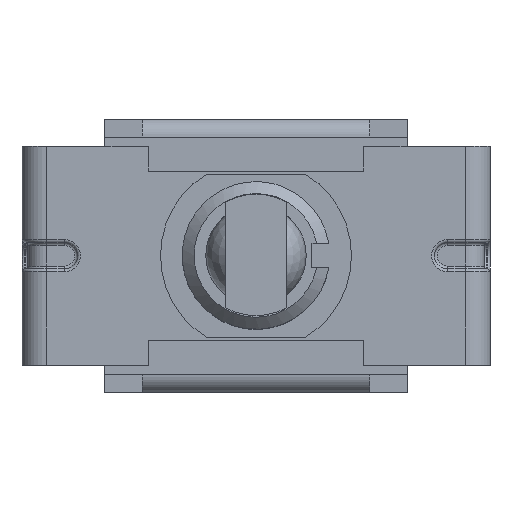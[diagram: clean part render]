
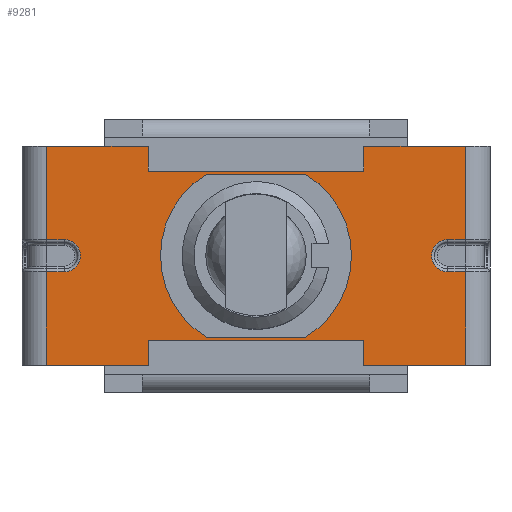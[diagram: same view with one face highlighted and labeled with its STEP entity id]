
A CAD part, top view. The second image highlights one B-rep face of the part: STEP entity #9281.
In plain terms, the highlighted planar face has unit normal (0, 0, 1).
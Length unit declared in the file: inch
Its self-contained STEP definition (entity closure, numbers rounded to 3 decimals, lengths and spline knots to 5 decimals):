
#64=FACE_BOUND('',#1226,.T.);
#239=PLANE('',#9991);
#670=FACE_OUTER_BOUND('',#1225,.T.);
#1225=EDGE_LOOP('',(#7056,#7057,#7058,#7059,#7060,#7061,#7062,#7063,#7064,
#7065,#7066,#7067,#7068,#7069,#7070,#7071,#7072,#7073,#7074,#7075));
#1226=EDGE_LOOP('',(#7076,#7077,#7078,#7079));
#1930=LINE('',#14312,#2962);
#1931=LINE('',#14314,#2963);
#1932=LINE('',#14316,#2964);
#1933=LINE('',#14318,#2965);
#1934=LINE('',#14322,#2966);
#1935=LINE('',#14324,#2967);
#1936=LINE('',#14326,#2968);
#1937=LINE('',#14328,#2969);
#1938=LINE('',#14330,#2970);
#1939=LINE('',#14332,#2971);
#1940=LINE('',#14334,#2972);
#1941=LINE('',#14336,#2973);
#1942=LINE('',#14338,#2974);
#1943=LINE('',#14342,#2975);
#1944=LINE('',#14344,#2976);
#1945=LINE('',#14346,#2977);
#1946=LINE('',#14348,#2978);
#1947=LINE('',#14349,#2979);
#1948=LINE('',#14352,#2980);
#1949=LINE('',#14356,#2981);
#2962=VECTOR('',#11524,0.3937);
#2963=VECTOR('',#11525,0.3937);
#2964=VECTOR('',#11526,0.3937);
#2965=VECTOR('',#11527,0.3937);
#2966=VECTOR('',#11530,0.3937);
#2967=VECTOR('',#11531,0.3937);
#2968=VECTOR('',#11532,0.3937);
#2969=VECTOR('',#11533,0.3937);
#2970=VECTOR('',#11534,0.3937);
#2971=VECTOR('',#11535,0.3937);
#2972=VECTOR('',#11536,0.3937);
#2973=VECTOR('',#11537,0.3937);
#2974=VECTOR('',#11538,0.3937);
#2975=VECTOR('',#11541,0.3937);
#2976=VECTOR('',#11542,0.3937);
#2977=VECTOR('',#11543,0.3937);
#2978=VECTOR('',#11544,0.3937);
#2979=VECTOR('',#11545,0.3937);
#2980=VECTOR('',#11546,0.3937);
#2981=VECTOR('',#11549,0.3937);
#3775=CIRCLE('',#9992,0.02638);
#3776=CIRCLE('',#9993,0.02638);
#3777=CIRCLE('',#9994,0.15709);
#3778=CIRCLE('',#9995,0.15709);
#4264=VERTEX_POINT('',#14310);
#4265=VERTEX_POINT('',#14311);
#4266=VERTEX_POINT('',#14313);
#4267=VERTEX_POINT('',#14315);
#4268=VERTEX_POINT('',#14317);
#4269=VERTEX_POINT('',#14319);
#4270=VERTEX_POINT('',#14321);
#4271=VERTEX_POINT('',#14323);
#4272=VERTEX_POINT('',#14325);
#4273=VERTEX_POINT('',#14327);
#4274=VERTEX_POINT('',#14329);
#4275=VERTEX_POINT('',#14331);
#4276=VERTEX_POINT('',#14333);
#4277=VERTEX_POINT('',#14335);
#4278=VERTEX_POINT('',#14337);
#4279=VERTEX_POINT('',#14339);
#4280=VERTEX_POINT('',#14341);
#4281=VERTEX_POINT('',#14343);
#4282=VERTEX_POINT('',#14345);
#4283=VERTEX_POINT('',#14347);
#4284=VERTEX_POINT('',#14350);
#4285=VERTEX_POINT('',#14351);
#4286=VERTEX_POINT('',#14353);
#4287=VERTEX_POINT('',#14355);
#5286=EDGE_CURVE('',#4264,#4265,#1930,.T.);
#5287=EDGE_CURVE('',#4265,#4266,#1931,.T.);
#5288=EDGE_CURVE('',#4266,#4267,#1932,.T.);
#5289=EDGE_CURVE('',#4268,#4267,#1933,.T.);
#5290=EDGE_CURVE('',#4269,#4268,#3775,.T.);
#5291=EDGE_CURVE('',#4270,#4269,#1934,.T.);
#5292=EDGE_CURVE('',#4270,#4271,#1935,.T.);
#5293=EDGE_CURVE('',#4272,#4271,#1936,.T.);
#5294=EDGE_CURVE('',#4272,#4273,#1937,.T.);
#5295=EDGE_CURVE('',#4273,#4274,#1938,.T.);
#5296=EDGE_CURVE('',#4274,#4275,#1939,.T.);
#5297=EDGE_CURVE('',#4275,#4276,#1940,.T.);
#5298=EDGE_CURVE('',#4276,#4277,#1941,.T.);
#5299=EDGE_CURVE('',#4278,#4277,#1942,.T.);
#5300=EDGE_CURVE('',#4279,#4278,#3776,.T.);
#5301=EDGE_CURVE('',#4280,#4279,#1943,.T.);
#5302=EDGE_CURVE('',#4280,#4281,#1944,.T.);
#5303=EDGE_CURVE('',#4282,#4281,#1945,.T.);
#5304=EDGE_CURVE('',#4282,#4283,#1946,.T.);
#5305=EDGE_CURVE('',#4283,#4264,#1947,.T.);
#5306=EDGE_CURVE('',#4284,#4285,#1948,.T.);
#5307=EDGE_CURVE('',#4286,#4285,#3777,.T.);
#5308=EDGE_CURVE('',#4286,#4287,#1949,.T.);
#5309=EDGE_CURVE('',#4284,#4287,#3778,.T.);
#7056=ORIENTED_EDGE('',*,*,#5286,.T.);
#7057=ORIENTED_EDGE('',*,*,#5287,.T.);
#7058=ORIENTED_EDGE('',*,*,#5288,.T.);
#7059=ORIENTED_EDGE('',*,*,#5289,.F.);
#7060=ORIENTED_EDGE('',*,*,#5290,.F.);
#7061=ORIENTED_EDGE('',*,*,#5291,.F.);
#7062=ORIENTED_EDGE('',*,*,#5292,.T.);
#7063=ORIENTED_EDGE('',*,*,#5293,.F.);
#7064=ORIENTED_EDGE('',*,*,#5294,.T.);
#7065=ORIENTED_EDGE('',*,*,#5295,.T.);
#7066=ORIENTED_EDGE('',*,*,#5296,.T.);
#7067=ORIENTED_EDGE('',*,*,#5297,.T.);
#7068=ORIENTED_EDGE('',*,*,#5298,.T.);
#7069=ORIENTED_EDGE('',*,*,#5299,.F.);
#7070=ORIENTED_EDGE('',*,*,#5300,.F.);
#7071=ORIENTED_EDGE('',*,*,#5301,.F.);
#7072=ORIENTED_EDGE('',*,*,#5302,.T.);
#7073=ORIENTED_EDGE('',*,*,#5303,.F.);
#7074=ORIENTED_EDGE('',*,*,#5304,.T.);
#7075=ORIENTED_EDGE('',*,*,#5305,.T.);
#7076=ORIENTED_EDGE('',*,*,#5306,.T.);
#7077=ORIENTED_EDGE('',*,*,#5307,.F.);
#7078=ORIENTED_EDGE('',*,*,#5308,.T.);
#7079=ORIENTED_EDGE('',*,*,#5309,.F.);
#9281=ADVANCED_FACE('',(#670,#64),#239,.T.);
#9991=AXIS2_PLACEMENT_3D('',#14309,#11522,#11523);
#9992=AXIS2_PLACEMENT_3D('',#14320,#11528,#11529);
#9993=AXIS2_PLACEMENT_3D('',#14340,#11539,#11540);
#9994=AXIS2_PLACEMENT_3D('',#14354,#11547,#11548);
#9995=AXIS2_PLACEMENT_3D('',#14357,#11550,#11551);
#11522=DIRECTION('center_axis',(0.,0.,1.));
#11523=DIRECTION('ref_axis',(1.,0.,0.));
#11524=DIRECTION('',(0.,1.,0.));
#11525=DIRECTION('',(-1.,0.,0.));
#11526=DIRECTION('',(0.,-1.,0.));
#11527=DIRECTION('',(-1.,0.,0.));
#11528=DIRECTION('center_axis',(0.,0.,1.));
#11529=DIRECTION('ref_axis',(1.,0.,0.));
#11530=DIRECTION('',(1.,0.,0.));
#11531=DIRECTION('',(0.,-1.,0.));
#11532=DIRECTION('',(-1.,0.,0.));
#11533=DIRECTION('',(0.,1.,0.));
#11534=DIRECTION('',(1.,0.,0.));
#11535=DIRECTION('',(0.,-1.,0.));
#11536=DIRECTION('',(1.,0.,0.));
#11537=DIRECTION('',(0.,1.,0.));
#11538=DIRECTION('',(1.,0.,0.));
#11539=DIRECTION('center_axis',(0.,0.,1.));
#11540=DIRECTION('ref_axis',(-1.,0.,0.));
#11541=DIRECTION('',(-1.,0.,0.));
#11542=DIRECTION('',(0.,1.,0.));
#11543=DIRECTION('',(1.,0.,0.));
#11544=DIRECTION('',(0.,-1.,0.));
#11545=DIRECTION('',(-1.,0.,0.));
#11546=DIRECTION('',(-1.,0.,0.));
#11547=DIRECTION('center_axis',(0.,0.,
1.));
#11548=DIRECTION('ref_axis',(-1.,0.,0.));
#11549=DIRECTION('',(1.,0.,0.));
#11550=DIRECTION('center_axis',(0.,0.,
1.));
#11551=DIRECTION('ref_axis',(-1.,0.,0.));
#14309=CARTESIAN_POINT('Origin',(0.,0.,0.37008));
#14310=CARTESIAN_POINT('',(-0.17717,0.13937,0.37008));
#14311=CARTESIAN_POINT('',(-0.17717,0.17992,0.37008));
#14312=CARTESIAN_POINT('',(-0.17717,0.075,0.37008));
#14313=CARTESIAN_POINT('',(-0.34488,0.17992,0.37008));
#14314=CARTESIAN_POINT('',(-0.22913,0.17992,0.37008));
#14315=CARTESIAN_POINT('',(-0.34488,0.02638,0.37008));
#14316=CARTESIAN_POINT('',(-0.34488,0.075,0.37008));
#14317=CARTESIAN_POINT('',(-0.31535,0.02638,0.37008));
#14318=CARTESIAN_POINT('',(-0.19252,0.02638,0.37008));
#14319=CARTESIAN_POINT('',(-0.31535,-0.02638,0.37008));
#14320=CARTESIAN_POINT('Origin',(-0.31535,0.,
0.37008));
#14321=CARTESIAN_POINT('',(-0.34488,-0.02638,0.37008));
#14322=CARTESIAN_POINT('',(-0.19252,-0.02638,0.37008));
#14323=CARTESIAN_POINT('',(-0.34488,-0.17992,0.37008));
#14324=CARTESIAN_POINT('',(-0.34488,0.075,0.37008));
#14325=CARTESIAN_POINT('',(-0.17717,-0.17992,0.37008));
#14326=CARTESIAN_POINT('',(-0.22913,-0.17992,0.37008));
#14327=CARTESIAN_POINT('',(-0.17717,-0.13937,0.37008));
#14328=CARTESIAN_POINT('',(-0.17717,-0.06969,0.37008));
#14329=CARTESIAN_POINT('',(0.17717,-0.13937,0.37008));
#14330=CARTESIAN_POINT('',(0.08858,-0.13937,0.37008));
#14331=CARTESIAN_POINT('',(0.17717,-0.17992,0.37008));
#14332=CARTESIAN_POINT('',(0.17717,-0.075,0.37008));
#14333=CARTESIAN_POINT('',(0.34488,-0.17992,0.37008));
#14334=CARTESIAN_POINT('',(0.22913,-0.17992,0.37008));
#14335=CARTESIAN_POINT('',(0.34488,-0.02638,0.37008));
#14336=CARTESIAN_POINT('',(0.34488,-0.075,0.37008));
#14337=CARTESIAN_POINT('',(0.31535,-0.02638,0.37008));
#14338=CARTESIAN_POINT('',(0.19252,-0.02638,0.37008));
#14339=CARTESIAN_POINT('',(0.31535,0.02638,0.37008));
#14340=CARTESIAN_POINT('Origin',(0.31535,0.,
0.37008));
#14341=CARTESIAN_POINT('',(0.34488,0.02638,0.37008));
#14342=CARTESIAN_POINT('',(0.19252,0.02638,0.37008));
#14343=CARTESIAN_POINT('',(0.34488,0.17992,0.37008));
#14344=CARTESIAN_POINT('',(0.34488,-0.075,0.37008));
#14345=CARTESIAN_POINT('',(0.17717,0.17992,0.37008));
#14346=CARTESIAN_POINT('',(0.22913,0.17992,0.37008));
#14347=CARTESIAN_POINT('',(0.17717,0.13937,0.37008));
#14348=CARTESIAN_POINT('',(0.17717,0.06969,0.37008));
#14349=CARTESIAN_POINT('',(-0.08858,0.13937,0.37008));
#14350=CARTESIAN_POINT('',(0.08221,-0.13386,0.37008));
#14351=CARTESIAN_POINT('',(-0.08221,-0.13386,0.37008));
#14352=CARTESIAN_POINT('',(-0.0411,-0.13386,0.37008));
#14353=CARTESIAN_POINT('',(-0.08221,0.13386,0.37008));
#14354=CARTESIAN_POINT('Origin',(0.,0.,
0.37008));
#14355=CARTESIAN_POINT('',(0.08221,0.13386,0.37008));
#14356=CARTESIAN_POINT('',(0.0411,0.13386,0.37008));
#14357=CARTESIAN_POINT('Origin',(0.,0.,
0.37008));
